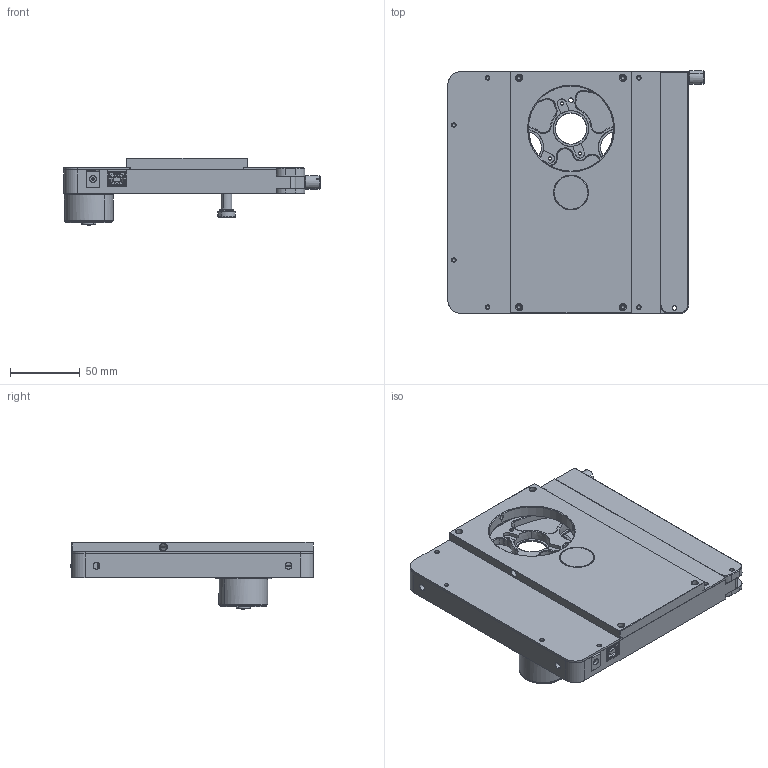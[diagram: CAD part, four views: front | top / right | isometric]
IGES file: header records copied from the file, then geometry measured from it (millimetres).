
Start section: SolidWorks IGES file using analytic representation for surfaces
Global section: file name: HSFW-GEN2.IGS; native system: SolidWorks 2021; preprocessor: SolidWorks 2021; author: Lee Dickerman; date: 230130.103727; units: inch
Bounding box: 183.16 x 173.48 x 47.93 mm (x, y, z)
Surface area: 219829.7 mm2 (no closed solid volume)
Topology: 0 solids, 0 shells, 2055 faces, 23287 edges, 23228 vertices
Faces by surface type: bspline 1063, revolution 992
